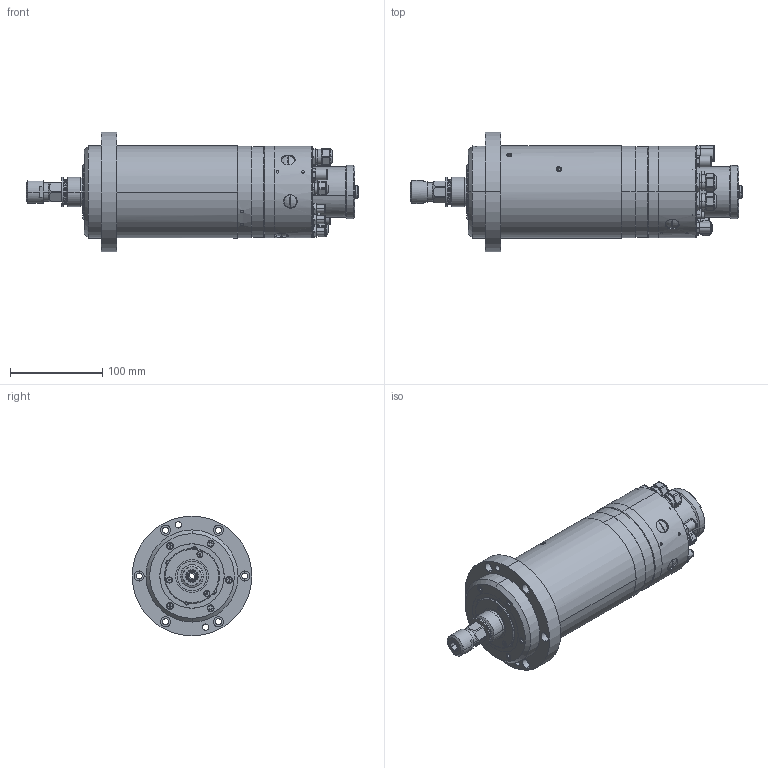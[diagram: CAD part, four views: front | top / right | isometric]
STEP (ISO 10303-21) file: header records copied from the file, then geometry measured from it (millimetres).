
FILE_DESCRIPTION (( 'STEP AP203' ), '1' );
FILE_NAME ('100AI50FHK-00-.STEP', '2012-10-11T11:34:07', ( '' ), ( '' ), 'SwSTEP 2.0', 'SolidWorks 2012', '' );
FILE_SCHEMA (( 'CONFIG_CONTROL_DESIGN' ));
Length unit declared in the file: millimetre
Products named in the file (1): 100AI50FHK-00-
Bounding box: 360.86 x 130 x 130 mm (x, y, z)
Surface area: 169655.4 mm2 (no closed solid volume)
Topology: 0 solids, 95 shells, 848 faces, 2551 edges, 1814 vertices
Faces by surface type: cylinder 353, plane 316, cone 109, torus 64, sphere 6
Entity records: 31218 total; most frequent: CARTESIAN_POINT 7493, DIRECTION 5407, ORIENTED_EDGE 4113, EDGE_CURVE 2535, AXIS2_PLACEMENT_3D 2147, VERTEX_POINT 1814, CIRCLE 1298, VECTOR 1113
